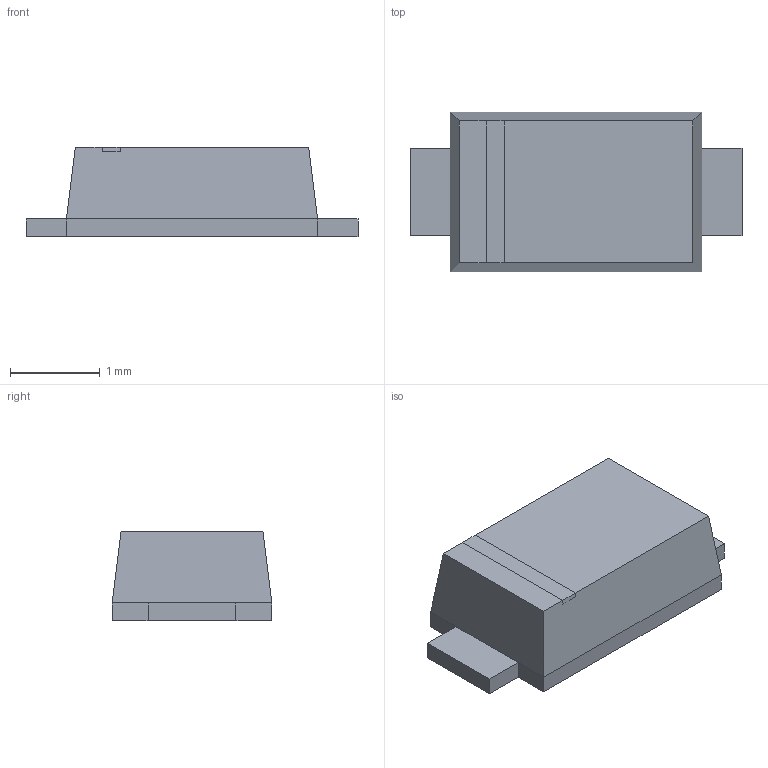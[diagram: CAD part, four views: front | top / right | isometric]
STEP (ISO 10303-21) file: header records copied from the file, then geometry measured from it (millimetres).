
FILE_DESCRIPTION((''),'2;1');
FILE_NAME('DIODES-INC_POWERDI123.stp','2014-09-15T10:56:54',(''),(''),'Mechanical Desktop 2011','Mechanical Desktop 2011',', , ');
FILE_SCHEMA(('AUTOMOTIVE_DESIGN { 1 2 10303 214 1 1 1 1 }'));
Length unit declared in the file: millimetre
Products named in the file (1): Product
Bounding box: 3.7 x 1.78 x 1 mm (x, y, z)
Volume: 4.8 mm3; surface area: 33.3 mm2
Topology: 5 solids, 5 shells, 44 faces, 98 edges, 64 vertices
Faces by surface type: plane 44
Entity records: 1245 total; most frequent: CARTESIAN_POINT 207, ORIENTED_EDGE 196, DIRECTION 188, VECTOR 98, LINE 98, EDGE_CURVE 98, VERTEX_POINT 64, AXIS2_PLACEMENT_3D 45
